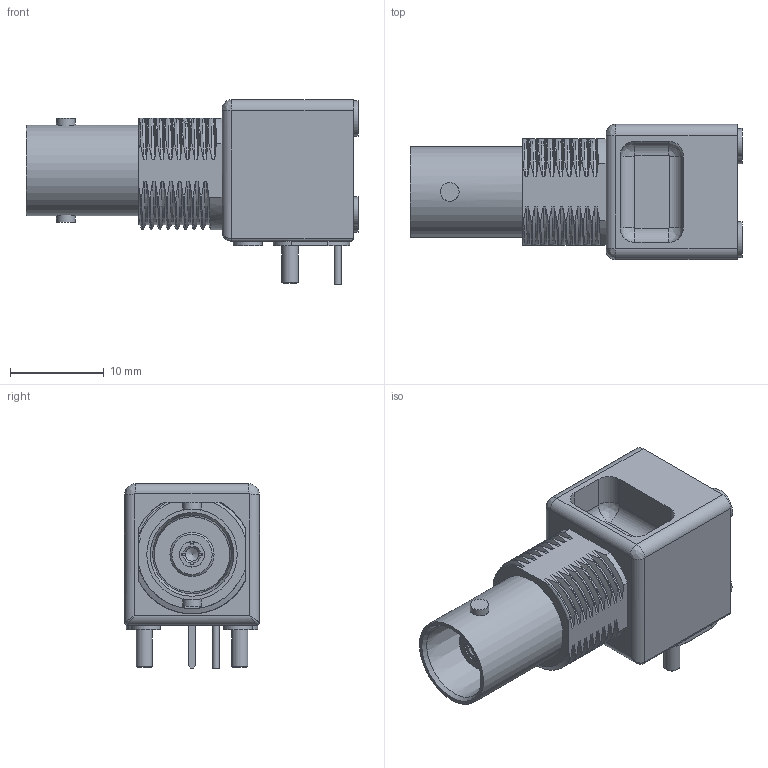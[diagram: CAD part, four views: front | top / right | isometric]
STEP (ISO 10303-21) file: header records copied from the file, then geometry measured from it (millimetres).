
FILE_DESCRIPTION(/* description */ (''),/* implementation_level */ '2;1');
FILE_NAME(/* name */ 'Amphenol 31-5640.step',/* time_stamp */ '2024-03-16T15:19:46Z',/* author */ (''),/* organization */ (''),/* preprocessor_version */ 'ST-DEVELOPER v20',/* originating_system */ 'Autodesk Translation Framework v12.20.1.177',/* authorisation */ '');
FILE_SCHEMA (('AUTOMOTIVE_DESIGN { 1 0 10303 214 3 1 1 }'));
Length unit declared in the file: millimetre
Products named in the file (1): Amphenol 31-5640
Bounding box: 35.4 x 14.4 x 19.7 mm (x, y, z)
Volume: 3387 mm3; surface area: 3057 mm2
Topology: 1 solids, 1 shells, 286 faces, 777 edges, 508 vertices
Faces by surface type: bspline 95, plane 86, cylinder 82, cone 19, torus 4
Full cylindrical faces by diameter (mm): 0.72 x3, 1.42 x1, 1.72 x2, 1.73 x2, 1.981 x2, 2.24 x1, 3.1 x2, 3.13 x2, 3.8 x2, 4.7 x1, 9.652 x1
Entity records: 17520 total; most frequent: CARTESIAN_POINT 10939, ORIENTED_EDGE 1552, DIRECTION 1035, EDGE_CURVE 776, VERTEX_POINT 508, AXIS2_PLACEMENT_3D 361, LINE 313, VECTOR 313
